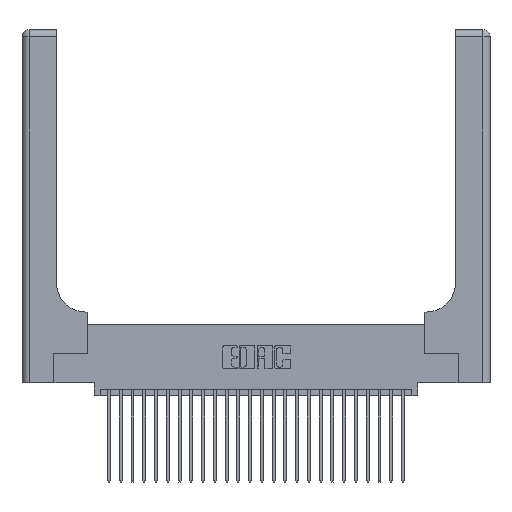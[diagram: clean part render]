
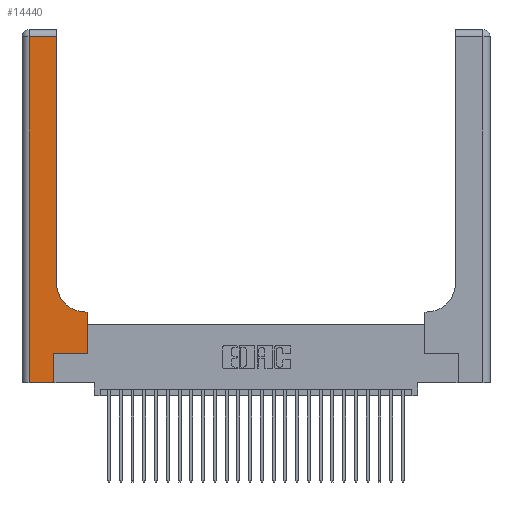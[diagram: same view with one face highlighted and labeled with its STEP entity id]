
A CAD part, top view. The second image highlights one B-rep face of the part: STEP entity #14440.
In plain terms, the highlighted planar face has unit normal (0, 0, 1).
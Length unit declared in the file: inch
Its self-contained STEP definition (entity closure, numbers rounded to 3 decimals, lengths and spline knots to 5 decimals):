
#9 = VERTEX_POINT ( 'NONE', #1167 ) ;
#90 = ORIENTED_EDGE ( 'NONE', *, *, #12919, .T. ) ;
#323 = EDGE_CURVE ( 'NONE', #17881, #24718, #13065, .T. ) ;
#340 = CARTESIAN_POINT ( 'NONE',  ( 0., 2.94, 0.37 ) ) ;
#693 = VECTOR ( 'NONE', #12329, 39.37008 ) ;
#1136 = DIRECTION ( 'NONE',  ( 1., 0., 0. ) ) ;
#1167 = CARTESIAN_POINT ( 'NONE',  ( 0.5415, 0.6, 0.37 ) ) ;
#1274 = VERTEX_POINT ( 'NONE', #5549 ) ;
#1596 = EDGE_LOOP ( 'NONE', ( #12441, #23090, #4230, #21170, #17561, #19408, #26371, #90, #7059 ) ) ;
#1720 = AXIS2_PLACEMENT_3D ( 'NONE', #20231, #9593, #24455 ) ;
#2197 = VERTEX_POINT ( 'NONE', #4028 ) ;
#3203 = EDGE_CURVE ( 'NONE', #9, #5146, #8828, .T. ) ;
#3550 = CARTESIAN_POINT ( 'NONE',  ( 0.2915, 0.85, 0.37 ) ) ;
#3672 = CARTESIAN_POINT ( 'NONE',  ( 0.2915, 0.6, 0.37 ) ) ;
#4028 = CARTESIAN_POINT ( 'NONE',  ( 0.06, 0., 0.37 ) ) ;
#4230 = ORIENTED_EDGE ( 'NONE', *, *, #22394, .T. ) ;
#5034 = DIRECTION ( 'NONE',  ( 0., -1., 0. ) ) ;
#5146 = VERTEX_POINT ( 'NONE', #3550 ) ;
#5297 = DIRECTION ( 'NONE',  ( 0., 1., 0. ) ) ;
#5315 = CARTESIAN_POINT ( 'NONE',  ( 0.269, 0.25, 0.37 ) ) ;
#5549 = CARTESIAN_POINT ( 'NONE',  ( 0.06, 2.94, 0.37 ) ) ;
#5637 = CARTESIAN_POINT ( 'NONE',  ( 0.269, 0., 0.37 ) ) ;
#5761 = EDGE_CURVE ( 'NONE', #2197, #20135, #27276, .T. ) ;
#6009 = CARTESIAN_POINT ( 'NONE',  ( 0.5585, 0.25, 0.37 ) ) ;
#6210 = CARTESIAN_POINT ( 'NONE',  ( 0.2915, 3., 0.37 ) ) ;
#7059 = ORIENTED_EDGE ( 'NONE', *, *, #3203, .T. ) ;
#7137 = DIRECTION ( 'NONE',  ( -1., 0., 0. ) ) ;
#7920 = VECTOR ( 'NONE', #22535, 39.37008 ) ;
#8020 = FACE_OUTER_BOUND ( 'NONE', #1596, .T. ) ;
#8828 = CIRCLE ( 'NONE', #19077, 0.25 ) ;
#9593 = DIRECTION ( 'NONE',  ( 0., 0., -1. ) ) ;
#9848 = DIRECTION ( 'NONE',  ( 0., 0., -1. ) ) ;
#10310 = EDGE_CURVE ( 'NONE', #23494, #1274, #21592, .T. ) ;
#10386 = DIRECTION ( 'NONE',  ( -1., 0., 0. ) ) ;
#11426 = LINE ( 'NONE', #6210, #15775 ) ;
#11644 = CARTESIAN_POINT ( 'NONE',  ( 0.06, 3., 0.37 ) ) ;
#12329 = DIRECTION ( 'NONE',  ( 0., 1., 0. ) ) ;
#12441 = ORIENTED_EDGE ( 'NONE', *, *, #23830, .T. ) ;
#12919 = EDGE_CURVE ( 'NONE', #24718, #9, #15517, .T. ) ;
#13065 = LINE ( 'NONE', #6009, #23590 ) ;
#13866 = PLANE ( 'NONE',  #1720 ) ;
#14320 = CARTESIAN_POINT ( 'NONE',  ( 0., 0., 0.37 ) ) ;
#14440 = ADVANCED_FACE ( 'NONE', ( #8020 ), #13866, .F. ) ;
#15517 = LINE ( 'NONE', #3672, #22424 ) ;
#15775 = VECTOR ( 'NONE', #25477, 39.37008 ) ;
#16149 = VECTOR ( 'NONE', #1136, 39.37008 ) ;
#16162 = VERTEX_POINT ( 'NONE', #25936 ) ;
#17561 = ORIENTED_EDGE ( 'NONE', *, *, #27566, .T. ) ;
#17881 = VERTEX_POINT ( 'NONE', #26010 ) ;
#18184 = CARTESIAN_POINT ( 'NONE',  ( 0.2915, 2.94, 0.37 ) ) ;
#19071 = CARTESIAN_POINT ( 'NONE',  ( 0.269, 0., 0.37 ) ) ;
#19077 = AXIS2_PLACEMENT_3D ( 'NONE', #22580, #9848, #24693 ) ;
#19314 = LINE ( 'NONE', #5315, #7920 ) ;
#19408 = ORIENTED_EDGE ( 'NONE', *, *, #25590, .T. ) ;
#20135 = VERTEX_POINT ( 'NONE', #19071 ) ;
#20231 = CARTESIAN_POINT ( 'NONE',  ( 0., 3., 0.37 ) ) ;
#20869 = CARTESIAN_POINT ( 'NONE',  ( 0.5585, 0.6, 0.37 ) ) ;
#21143 = VECTOR ( 'NONE', #5034, 39.37008 ) ;
#21170 = ORIENTED_EDGE ( 'NONE', *, *, #5761, .T. ) ;
#21592 = LINE ( 'NONE', #340, #26485 ) ;
#22394 = EDGE_CURVE ( 'NONE', #1274, #2197, #27331, .T. ) ;
#22424 = VECTOR ( 'NONE', #10386, 39.37008 ) ;
#22535 = DIRECTION ( 'NONE',  ( 1., 0., 0. ) ) ;
#22580 = CARTESIAN_POINT ( 'NONE',  ( 0.5415, 0.85, 0.37 ) ) ;
#23090 = ORIENTED_EDGE ( 'NONE', *, *, #10310, .T. ) ;
#23494 = VERTEX_POINT ( 'NONE', #18184 ) ;
#23590 = VECTOR ( 'NONE', #5297, 39.37008 ) ;
#23676 = LINE ( 'NONE', #5637, #693 ) ;
#23830 = EDGE_CURVE ( 'NONE', #5146, #23494, #11426, .T. ) ;
#24455 = DIRECTION ( 'NONE',  ( -1., 0., 0. ) ) ;
#24693 = DIRECTION ( 'NONE',  ( 1., 0., 0. ) ) ;
#24718 = VERTEX_POINT ( 'NONE', #20869 ) ;
#25477 = DIRECTION ( 'NONE',  ( 0., 1., 0. ) ) ;
#25590 = EDGE_CURVE ( 'NONE', #16162, #17881, #19314, .T. ) ;
#25936 = CARTESIAN_POINT ( 'NONE',  ( 0.269, 0.25, 0.37 ) ) ;
#26010 = CARTESIAN_POINT ( 'NONE',  ( 0.5585, 0.25, 0.37 ) ) ;
#26371 = ORIENTED_EDGE ( 'NONE', *, *, #323, .T. ) ;
#26485 = VECTOR ( 'NONE', #7137, 39.37008 ) ;
#27276 = LINE ( 'NONE', #14320, #16149 ) ;
#27331 = LINE ( 'NONE', #11644, #21143 ) ;
#27566 = EDGE_CURVE ( 'NONE', #20135, #16162, #23676, .T. ) ;
